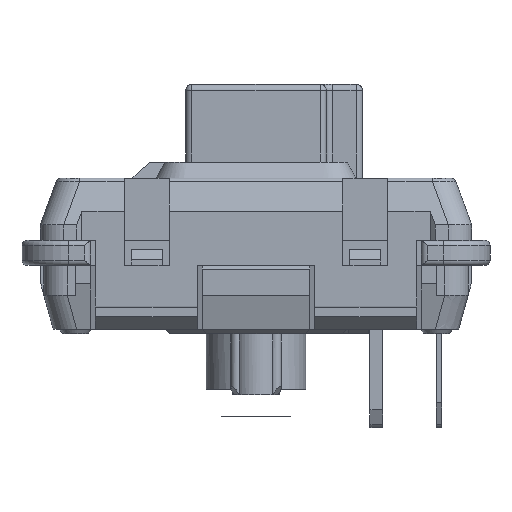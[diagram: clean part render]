
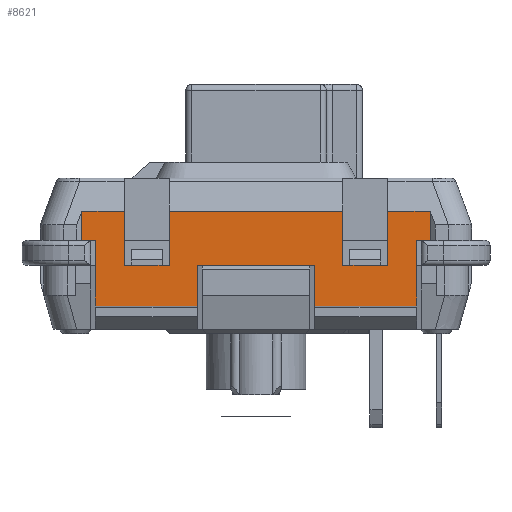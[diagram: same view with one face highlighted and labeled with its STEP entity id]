
A CAD part, left-side view. The second image highlights one B-rep face of the part: STEP entity #8621.
In plain terms, the highlighted planar face has unit normal (-1, 0, 0).
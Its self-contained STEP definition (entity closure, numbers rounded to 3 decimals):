
#596=FACE_OUTER_BOUND('',#1079,.T.);
#1079=EDGE_LOOP('',(#6068,#6069,#6070,#6071,#6072,#6073,#6074,#6075,#6076,
#6077,#6078,#6079,#6080,#6081,#6082,#6083,#6084,#6085,#6086,#6087));
#1503=LINE('',#12090,#2517);
#1511=LINE('',#12106,#2525);
#1521=LINE('',#12129,#2535);
#1526=LINE('',#12136,#2540);
#1674=LINE('',#13087,#2688);
#1678=LINE('',#13097,#2692);
#1687=LINE('',#13117,#2701);
#1691=LINE('',#13124,#2705);
#1716=LINE('',#13179,#2730);
#1723=LINE('',#13195,#2737);
#1730=LINE('',#13209,#2744);
#1732=LINE('',#13213,#2746);
#1761=LINE('',#13273,#2775);
#1765=LINE('',#13282,#2779);
#1766=LINE('',#13285,#2780);
#1767=LINE('',#13286,#2781);
#1768=LINE('',#13287,#2782);
#1769=LINE('',#13289,#2783);
#1770=LINE('',#13291,#2784);
#1771=LINE('',#13292,#2785);
#2517=VECTOR('',#9726,10.);
#2525=VECTOR('',#9738,10.);
#2535=VECTOR('',#9754,10.);
#2540=VECTOR('',#9761,10.);
#2688=VECTOR('',#10017,10.);
#2692=VECTOR('',#10025,10.);
#2701=VECTOR('',#10038,10.);
#2705=VECTOR('',#10046,10.);
#2730=VECTOR('',#10087,10.);
#2737=VECTOR('',#10100,10.);
#2744=VECTOR('',#10111,10.);
#2746=VECTOR('',#10115,10.);
#2775=VECTOR('',#10160,10.);
#2779=VECTOR('',#10166,10.);
#2780=VECTOR('',#10169,10.);
#2781=VECTOR('',#10170,10.);
#2782=VECTOR('',#10171,10.);
#2783=VECTOR('',#10172,10.);
#2784=VECTOR('',#10173,10.);
#2785=VECTOR('',#10174,10.);
#3531=VERTEX_POINT('',#12087);
#3532=VERTEX_POINT('',#12089);
#3537=VERTEX_POINT('',#12102);
#3538=VERTEX_POINT('',#12104);
#3548=VERTEX_POINT('',#12128);
#3660=VERTEX_POINT('',#13083);
#3662=VERTEX_POINT('',#13086);
#3666=VERTEX_POINT('',#13095);
#3675=VERTEX_POINT('',#13116);
#3676=VERTEX_POINT('',#13123);
#3696=VERTEX_POINT('',#13175);
#3698=VERTEX_POINT('',#13178);
#3709=VERTEX_POINT('',#13208);
#3710=VERTEX_POINT('',#13212);
#3732=VERTEX_POINT('',#13269);
#3734=VERTEX_POINT('',#13275);
#3737=VERTEX_POINT('',#13280);
#3738=VERTEX_POINT('',#13284);
#3739=VERTEX_POINT('',#13288);
#3740=VERTEX_POINT('',#13290);
#4352=EDGE_CURVE('',#3532,#3531,#1503,.T.);
#4360=EDGE_CURVE('',#3538,#3537,#1511,.T.);
#4370=EDGE_CURVE('',#3532,#3548,#1521,.T.);
#4375=EDGE_CURVE('',#3537,#3531,#1526,.T.);
#4543=EDGE_CURVE('',#3660,#3662,#1674,.T.);
#4548=EDGE_CURVE('',#3666,#3660,#1678,.T.);
#4558=EDGE_CURVE('',#3662,#3675,#1687,.T.);
#4562=EDGE_CURVE('',#3676,#3675,#1691,.T.);
#4589=EDGE_CURVE('',#3696,#3698,#1716,.T.);
#4597=EDGE_CURVE('',#3676,#3696,#1723,.T.);
#4605=EDGE_CURVE('',#3698,#3709,#1730,.T.);
#4607=EDGE_CURVE('',#3710,#3709,#1732,.T.);
#4638=EDGE_CURVE('',#3710,#3732,#1761,.T.);
#4642=EDGE_CURVE('',#3737,#3734,#1765,.T.);
#4643=EDGE_CURVE('',#3738,#3538,#1766,.T.);
#4644=EDGE_CURVE('',#3738,#3732,#1767,.T.);
#4645=EDGE_CURVE('',#3666,#3734,#1768,.T.);
#4646=EDGE_CURVE('',#3737,#3739,#1769,.T.);
#4647=EDGE_CURVE('',#3740,#3739,#1770,.T.);
#4648=EDGE_CURVE('',#3548,#3740,#1771,.T.);
#6068=ORIENTED_EDGE('',*,*,#4360,.F.);
#6069=ORIENTED_EDGE('',*,*,#4643,.F.);
#6070=ORIENTED_EDGE('',*,*,#4644,.T.);
#6071=ORIENTED_EDGE('',*,*,#4638,.F.);
#6072=ORIENTED_EDGE('',*,*,#4607,.T.);
#6073=ORIENTED_EDGE('',*,*,#4605,.F.);
#6074=ORIENTED_EDGE('',*,*,#4589,.F.);
#6075=ORIENTED_EDGE('',*,*,#4597,.F.);
#6076=ORIENTED_EDGE('',*,*,#4562,.T.);
#6077=ORIENTED_EDGE('',*,*,#4558,.F.);
#6078=ORIENTED_EDGE('',*,*,#4543,.F.);
#6079=ORIENTED_EDGE('',*,*,#4548,.F.);
#6080=ORIENTED_EDGE('',*,*,#4645,.T.);
#6081=ORIENTED_EDGE('',*,*,#4642,.F.);
#6082=ORIENTED_EDGE('',*,*,#4646,.T.);
#6083=ORIENTED_EDGE('',*,*,#4647,.F.);
#6084=ORIENTED_EDGE('',*,*,#4648,.F.);
#6085=ORIENTED_EDGE('',*,*,#4370,.F.);
#6086=ORIENTED_EDGE('',*,*,#4352,.T.);
#6087=ORIENTED_EDGE('',*,*,#4375,.F.);
#8282=PLANE('',#9130);
#8621=ADVANCED_FACE('',(#596),#8282,.T.);
#9130=AXIS2_PLACEMENT_3D('',#13283,#10167,#10168);
#9726=DIRECTION('',(0.,-1.,0.));
#9738=DIRECTION('',(0.,1.,0.));
#9754=DIRECTION('',(0.,0.,-1.));
#9761=DIRECTION('',(0.,0.,1.));
#10017=DIRECTION('',(0.,-1.,0.));
#10025=DIRECTION('',(0.,0.,-1.));
#10038=DIRECTION('',(0.,0.,1.));
#10046=DIRECTION('',(0.,1.,0.));
#10087=DIRECTION('',(0.,-1.,0.));
#10100=DIRECTION('',(0.,0.,-1.));
#10111=DIRECTION('',(0.,0.,1.));
#10115=DIRECTION('',(0.,1.,0.));
#10160=DIRECTION('',(0.,0.,-1.));
#10166=DIRECTION('',(0.,0.,1.));
#10167=DIRECTION('center_axis',(-1.,0.,0.));
#10168=DIRECTION('ref_axis',(0.,1.,0.));
#10169=DIRECTION('',(0.,0.,-1.));
#10170=DIRECTION('',(0.,-1.,0.));
#10171=DIRECTION('',(0.,1.,0.));
#10172=DIRECTION('',(0.,-1.,0.));
#10173=DIRECTION('',(0.,0.,1.));
#10174=DIRECTION('',(0.,1.,0.));
#12087=CARTESIAN_POINT('',(-6.749,-1.878,0.));
#12089=CARTESIAN_POINT('',(-6.749,1.878,0.));
#12090=CARTESIAN_POINT('',(-6.749,1.878,0.));
#12102=CARTESIAN_POINT('',(-6.749,-1.878,-1.304));
#12104=CARTESIAN_POINT('',(-6.749,-5.145,-1.304));
#12106=CARTESIAN_POINT('',(-6.749,-5.145,-1.304));
#12128=CARTESIAN_POINT('',(-6.749,1.878,-1.304));
#12129=CARTESIAN_POINT('',(-6.749,1.878,0.));
#12136=CARTESIAN_POINT('',(-6.749,-1.878,-1.304));
#13083=CARTESIAN_POINT('',(-6.749,4.222,0.));
#13086=CARTESIAN_POINT('',(-6.749,2.781,0.));
#13087=CARTESIAN_POINT('',(-6.749,4.222,0.));
#13095=CARTESIAN_POINT('',(-6.749,4.222,1.742));
#13097=CARTESIAN_POINT('',(-6.749,4.222,1.742));
#13116=CARTESIAN_POINT('',(-6.749,2.781,1.742));
#13117=CARTESIAN_POINT('',(-6.749,2.781,0.));
#13123=CARTESIAN_POINT('',(-6.749,-2.781,1.742));
#13124=CARTESIAN_POINT('',(-6.749,2.791,1.742));
#13175=CARTESIAN_POINT('',(-6.749,-2.781,0.));
#13178=CARTESIAN_POINT('',(-6.749,-4.222,0.));
#13179=CARTESIAN_POINT('',(-6.749,-2.781,0.));
#13195=CARTESIAN_POINT('',(-6.749,-2.781,1.742));
#13208=CARTESIAN_POINT('',(-6.749,-4.222,1.742));
#13209=CARTESIAN_POINT('',(-6.749,-4.222,0.));
#13212=CARTESIAN_POINT('',(-6.749,-5.582,1.742));
#13213=CARTESIAN_POINT('',(-6.749,0.167,1.742));
#13269=CARTESIAN_POINT('',(-6.749,-5.582,0.8));
#13273=CARTESIAN_POINT('',(-6.749,-5.582,1.742));
#13275=CARTESIAN_POINT('',(-6.749,5.582,1.742));
#13280=CARTESIAN_POINT('',(-6.749,5.582,0.8));
#13282=CARTESIAN_POINT('',(-6.749,5.582,0.8));
#13283=CARTESIAN_POINT('Origin',(-6.749,5.582,1.742));
#13284=CARTESIAN_POINT('',(-6.749,-5.145,0.8));
#13285=CARTESIAN_POINT('',(-6.749,-5.145,0.8));
#13286=CARTESIAN_POINT('',(-6.749,-5.145,0.8));
#13287=CARTESIAN_POINT('',(-6.749,5.415,1.742));
#13288=CARTESIAN_POINT('',(-6.749,5.145,0.8));
#13289=CARTESIAN_POINT('',(-6.749,5.582,0.8));
#13290=CARTESIAN_POINT('',(-6.749,5.145,-1.304));
#13291=CARTESIAN_POINT('',(-6.749,5.145,-1.304));
#13292=CARTESIAN_POINT('',(-6.749,1.878,-1.304));
